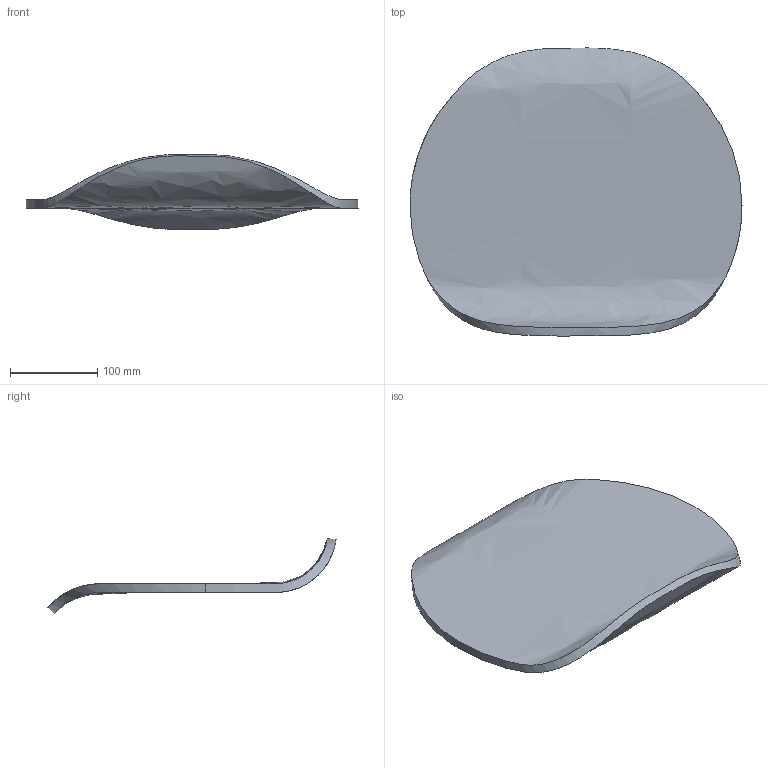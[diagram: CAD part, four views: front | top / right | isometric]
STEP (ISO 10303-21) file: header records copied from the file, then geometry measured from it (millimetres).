
FILE_DESCRIPTION(/* description */ (''),/* implementation_level */ '2;1');
FILE_NAME(/* name */ 'Medium Veneer',/* time_stamp */ '2018-11-12T17:11:06+01:00',/* author */ (''),/* organization */ (''),/* preprocessor_version */ 'ST-DEVELOPER v15',/* originating_system */ '',/* authorisation */ '');
FILE_SCHEMA (('AUTOMOTIVE_DESIGN'));
Length unit declared in the file: millimetre
Products named in the file (1): Document
Bounding box: 379.85 x 329.71 x 85.69 mm (x, y, z)
Volume: 1095110.9 mm3; surface area: 230560.6 mm2
Topology: 1 solids, 1 shells, 4 faces, 6 edges, 4 vertices
Faces by surface type: bspline 4
Entity records: 3691 total; most frequent: CARTESIAN_POINT 3622, ORIENTED_EDGE 12, EDGE_CURVE 6, B_SPLINE_CURVE_WITH_KNOTS 6, ADVANCED_FACE 4, FACE_OUTER_BOUND 4, EDGE_LOOP 4, VERTEX_POINT 4
